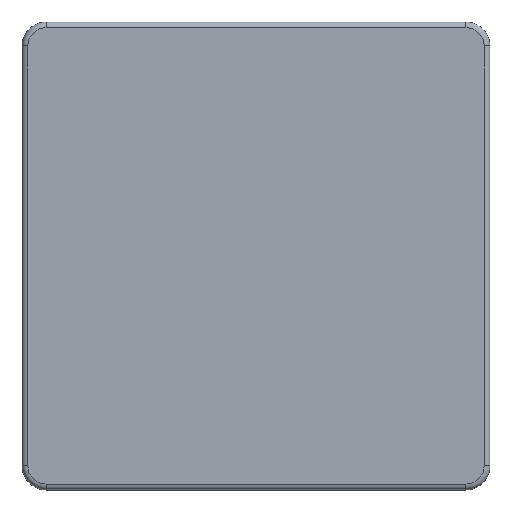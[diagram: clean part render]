
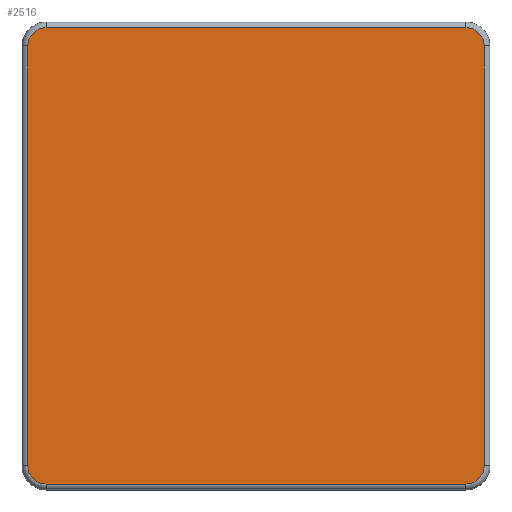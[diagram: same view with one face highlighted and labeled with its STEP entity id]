
A CAD part, top view. The second image highlights one B-rep face of the part: STEP entity #2516.
In plain terms, the highlighted planar face has unit normal (0, 0, 1).
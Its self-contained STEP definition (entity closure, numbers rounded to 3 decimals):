
#163=PLANE('',#2836);
#292=FACE_OUTER_BOUND('',#464,.T.);
#464=EDGE_LOOP('',(#2219,#2220,#2221,#2222,#2223,#2224,#2225,#2226));
#675=LINE('',#4237,#897);
#676=LINE('',#4248,#898);
#678=LINE('',#4258,#900);
#679=LINE('',#4269,#901);
#897=VECTOR('',#3466,10.);
#898=VECTOR('',#3479,10.);
#900=VECTOR('',#3493,10.);
#901=VECTOR('',#3506,10.);
#1048=CIRCLE('',#2813,2.36);
#1052=CIRCLE('',#2819,2.36);
#1056=CIRCLE('',#2825,2.36);
#1059=CIRCLE('',#2830,2.36);
#1257=VERTEX_POINT('',#4230);
#1260=VERTEX_POINT('',#4235);
#1262=VERTEX_POINT('',#4240);
#1264=VERTEX_POINT('',#4246);
#1265=VERTEX_POINT('',#4251);
#1266=VERTEX_POINT('',#4256);
#1268=VERTEX_POINT('',#4261);
#1270=VERTEX_POINT('',#4267);
#1575=EDGE_CURVE('',#1260,#1257,#675,.T.);
#1577=EDGE_CURVE('',#1262,#1260,#1048,.T.);
#1580=EDGE_CURVE('',#1264,#1262,#676,.T.);
#1583=EDGE_CURVE('',#1265,#1264,#1052,.T.);
#1586=EDGE_CURVE('',#1266,#1265,#678,.T.);
#1588=EDGE_CURVE('',#1268,#1266,#1056,.T.);
#1591=EDGE_CURVE('',#1270,#1268,#679,.T.);
#1593=EDGE_CURVE('',#1257,#1270,#1059,.T.);
#2219=ORIENTED_EDGE('',*,*,#1575,.F.);
#2220=ORIENTED_EDGE('',*,*,#1577,.F.);
#2221=ORIENTED_EDGE('',*,*,#1580,.F.);
#2222=ORIENTED_EDGE('',*,*,#1583,.F.);
#2223=ORIENTED_EDGE('',*,*,#1586,.F.);
#2224=ORIENTED_EDGE('',*,*,#1588,.F.);
#2225=ORIENTED_EDGE('',*,*,#1591,.F.);
#2226=ORIENTED_EDGE('',*,*,#1593,.F.);
#2516=ADVANCED_FACE('',(#292),#163,.T.);
#2813=AXIS2_PLACEMENT_3D('',#4242,#3471,#3472);
#2819=AXIS2_PLACEMENT_3D('',#4253,#3485,#3486);
#2825=AXIS2_PLACEMENT_3D('',#4263,#3498,#3499);
#2830=AXIS2_PLACEMENT_3D('',#4272,#3510,#3511);
#2836=AXIS2_PLACEMENT_3D('',#4282,#3526,#3527);
#3466=DIRECTION('',(-1.,0.,0.));
#3471=DIRECTION('center_axis',(0.,0.,-1.));
#3472=DIRECTION('ref_axis',(0.707,-0.707,0.));
#3479=DIRECTION('',(0.,-1.,0.));
#3485=DIRECTION('center_axis',(0.,0.,-1.));
#3486=DIRECTION('ref_axis',(0.707,0.707,0.));
#3493=DIRECTION('',(1.,0.,0.));
#3498=DIRECTION('center_axis',(0.,0.,-1.));
#3499=DIRECTION('ref_axis',(-0.707,0.707,0.));
#3506=DIRECTION('',(0.,1.,0.));
#3510=DIRECTION('center_axis',(0.,0.,-1.));
#3511=DIRECTION('ref_axis',(-0.707,-0.707,0.));
#3526=DIRECTION('center_axis',(0.,0.,1.));
#3527=DIRECTION('ref_axis',(1.,0.,0.));
#4230=CARTESIAN_POINT('',(-27.25,-29.61,12.));
#4235=CARTESIAN_POINT('',(27.25,-29.61,12.));
#4237=CARTESIAN_POINT('',(-13.625,-29.61,12.));
#4240=CARTESIAN_POINT('',(29.61,-27.25,12.));
#4242=CARTESIAN_POINT('Origin',(27.25,-27.25,12.));
#4246=CARTESIAN_POINT('',(29.61,27.25,12.));
#4248=CARTESIAN_POINT('',(29.61,-13.625,12.));
#4251=CARTESIAN_POINT('',(27.25,29.61,12.));
#4253=CARTESIAN_POINT('Origin',(27.25,27.25,12.));
#4256=CARTESIAN_POINT('',(-27.25,29.61,12.));
#4258=CARTESIAN_POINT('',(13.625,29.61,12.));
#4261=CARTESIAN_POINT('',(-29.61,27.25,12.));
#4263=CARTESIAN_POINT('Origin',(-27.25,27.25,12.));
#4267=CARTESIAN_POINT('',(-29.61,-27.25,12.));
#4269=CARTESIAN_POINT('',(-29.61,13.625,12.));
#4272=CARTESIAN_POINT('Origin',(-27.25,-27.25,12.));
#4282=CARTESIAN_POINT('Origin',(0.,0.,
12.));
